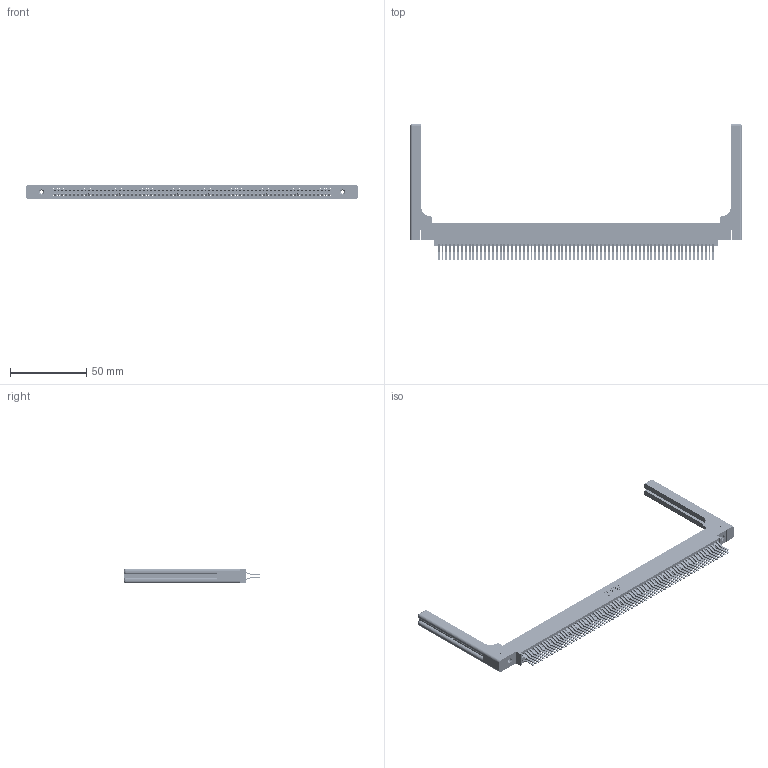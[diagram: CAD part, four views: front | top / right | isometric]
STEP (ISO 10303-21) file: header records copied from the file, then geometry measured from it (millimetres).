
FILE_DESCRIPTION (( 'STEP AP203' ), '1' );
FILE_NAME ('345-144-560-858.STEP', '2019-11-09T13:43:42', ( '' ), ( '' ), 'SwSTEP 2.0', 'SolidWorks 2016', '' );
FILE_SCHEMA (( 'CONFIG_CONTROL_DESIGN' ));
Length unit declared in the file: inch
Products named in the file (5): 345 Part_0.170 Offset - 0.156 Dia-TH; 345-292-001_560 Tail; 345-220-058_345-220-058; 345-144-560-858; 345-250-001_345-250-001-102
Assembly tree (149 placements, depth 2):
  345-144-560-858
    345 Part_0.170 Offset - 0.156 Dia-TH
    345-292-001_560 Tail  x144
    345-250-001_345-250-001-102  x2
    345-220-058_345-220-058  x2
Bounding box: 217.91 x 89.72 x 9.4 mm (x, y, z)
Volume: 30751.7 mm3; surface area: 41139.5 mm2
Topology: 149 solids, 149 shells, 7874 faces, 23339 edges, 15346 vertices
Faces by surface type: plane 4984, cylinder 2830, bspline 36, cone 12, sphere 8, torus 4
Entity records: 57856 total; most frequent: CARTESIAN_POINT 10665, ORIENTED_EDGE 9396, DIRECTION 8302, EDGE_CURVE 4698, VECTOR 4182, LINE 4182, VERTEX_POINT 3122, AXIS2_PLACEMENT_3D 2060
